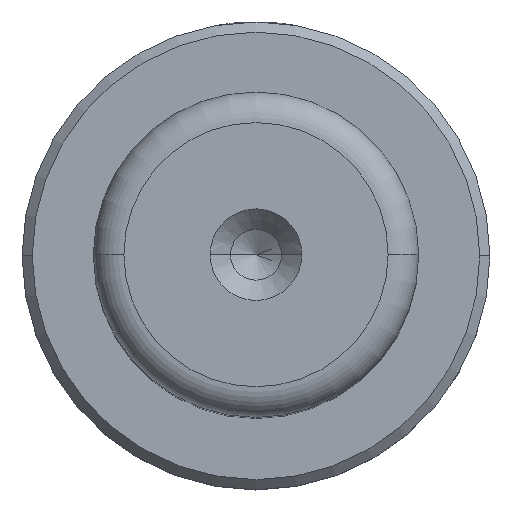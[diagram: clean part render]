
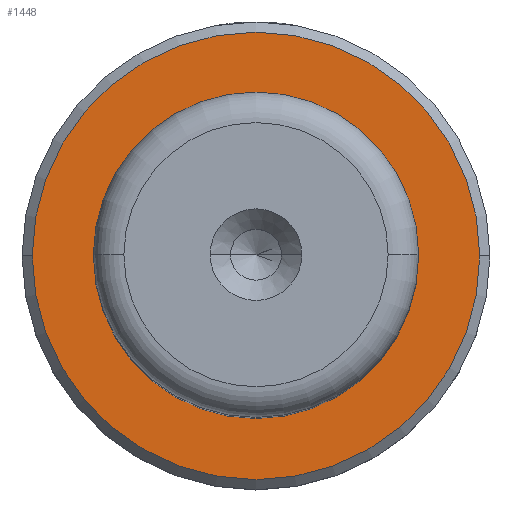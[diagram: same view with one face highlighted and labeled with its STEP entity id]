
A CAD part, top view. The second image highlights one B-rep face of the part: STEP entity #1448.
In plain terms, the highlighted planar face has unit normal (0, 0, 1).
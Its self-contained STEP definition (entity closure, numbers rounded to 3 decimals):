
#41 = PLANE ( 'NONE',  #1968 ) ;
#90 = EDGE_CURVE ( 'NONE', #604, #1473, #585, .T. ) ;
#105 = CARTESIAN_POINT ( 'NONE',  ( 0., 0., 15. ) ) ;
#224 = DIRECTION ( 'NONE',  ( 1., 0., 0. ) ) ;
#270 = DIRECTION ( 'NONE',  ( 1., 0., 0. ) ) ;
#372 = DIRECTION ( 'NONE',  ( 0., 0., 1. ) ) ;
#407 = AXIS2_PLACEMENT_3D ( 'NONE', #1330, #372, #1483 ) ;
#413 = ORIENTED_EDGE ( 'NONE', *, *, #90, .T. ) ;
#428 = DIRECTION ( 'NONE',  ( 0., 0., -1. ) ) ;
#490 = EDGE_LOOP ( 'NONE', ( #413, #1705 ) ) ;
#585 = CIRCLE ( 'NONE', #1550, 11. ) ;
#604 = VERTEX_POINT ( 'NONE', #1250 ) ;
#622 = CIRCLE ( 'NONE', #1075, 7.495 ) ;
#659 = CIRCLE ( 'NONE', #1087, 7.495 ) ;
#712 = CARTESIAN_POINT ( 'NONE',  ( 11., 0., 15. ) ) ;
#751 = VERTEX_POINT ( 'NONE', #1931 ) ;
#827 = ORIENTED_EDGE ( 'NONE', *, *, #841, .T. ) ;
#841 = EDGE_CURVE ( 'NONE', #947, #751, #659, .T. ) ;
#862 = DIRECTION ( 'NONE',  ( 0., 0., -1. ) ) ;
#919 = CIRCLE ( 'NONE', #407, 11. ) ;
#928 = FACE_OUTER_BOUND ( 'NONE', #490, .T. ) ;
#947 = VERTEX_POINT ( 'NONE', #1604 ) ;
#961 = EDGE_LOOP ( 'NONE', ( #1827, #827 ) ) ;
#1043 = EDGE_CURVE ( 'NONE', #1473, #604, #919, .T. ) ;
#1075 = AXIS2_PLACEMENT_3D ( 'NONE', #1380, #428, #1544 ) ;
#1087 = AXIS2_PLACEMENT_3D ( 'NONE', #1817, #862, #1977 ) ;
#1183 = DIRECTION ( 'NONE',  ( 0., 0., 1. ) ) ;
#1228 = DIRECTION ( 'NONE',  ( 0., 0., 1. ) ) ;
#1250 = CARTESIAN_POINT ( 'NONE',  ( -11., 0., 15. ) ) ;
#1290 = FACE_BOUND ( 'NONE', #961, .T. ) ;
#1330 = CARTESIAN_POINT ( 'NONE',  ( 0., 0., 15. ) ) ;
#1380 = CARTESIAN_POINT ( 'NONE',  ( 0., 0., 15. ) ) ;
#1448 = ADVANCED_FACE ( 'NONE', ( #928, #1290 ), #41, .T. ) ;
#1473 = VERTEX_POINT ( 'NONE', #712 ) ;
#1483 = DIRECTION ( 'NONE',  ( 1., 0., 0. ) ) ;
#1544 = DIRECTION ( 'NONE',  ( -1., 0., 0. ) ) ;
#1550 = AXIS2_PLACEMENT_3D ( 'NONE', #105, #1228, #270 ) ;
#1569 = EDGE_CURVE ( 'NONE', #751, #947, #622, .T. ) ;
#1604 = CARTESIAN_POINT ( 'NONE',  ( 7.495, 0., 15. ) ) ;
#1641 = CARTESIAN_POINT ( 'NONE',  ( 0., 0., 15. ) ) ;
#1705 = ORIENTED_EDGE ( 'NONE', *, *, #1043, .T. ) ;
#1817 = CARTESIAN_POINT ( 'NONE',  ( 0., 0., 15. ) ) ;
#1827 = ORIENTED_EDGE ( 'NONE', *, *, #1569, .T. ) ;
#1931 = CARTESIAN_POINT ( 'NONE',  ( -7.495, 0., 15. ) ) ;
#1968 = AXIS2_PLACEMENT_3D ( 'NONE', #1641, #1183, #224 ) ;
#1977 = DIRECTION ( 'NONE',  ( -1., 0., 0. ) ) ;
